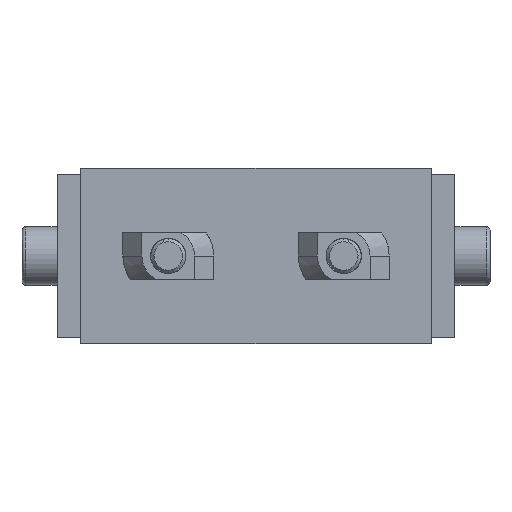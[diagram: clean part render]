
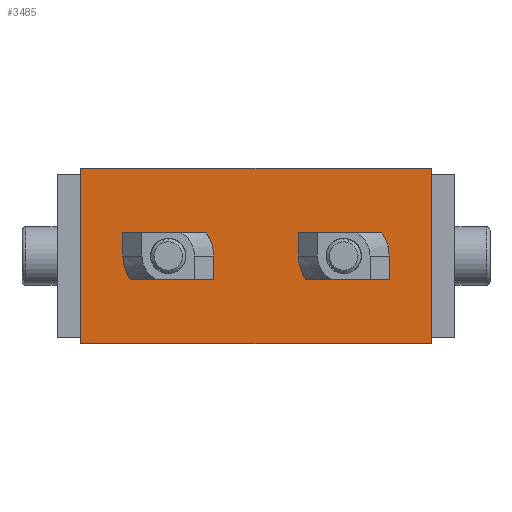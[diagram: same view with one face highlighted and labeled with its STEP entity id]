
A CAD part, front view. The second image highlights one B-rep face of the part: STEP entity #3485.
In plain terms, the highlighted planar face has unit normal (0, -1, 0).
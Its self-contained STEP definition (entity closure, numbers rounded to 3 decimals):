
#27 = CIRCLE ( 'NONE', #5878, 3.075 ) ;
#174 = LINE ( 'NONE', #2032, #1706 ) ;
#181 = CIRCLE ( 'NONE', #3972, 3.075 ) ;
#330 = VERTEX_POINT ( 'NONE', #1525 ) ;
#440 = VERTEX_POINT ( 'NONE', #5417 ) ;
#514 = FACE_BOUND ( 'NONE', #4566, .T. ) ;
#535 = LINE ( 'NONE', #3333, #4854 ) ;
#571 = AXIS2_PLACEMENT_3D ( 'NONE', #1475, #3317, #1009 ) ;
#588 = DIRECTION ( 'NONE',  ( 0., 0., -1. ) ) ;
#592 = EDGE_CURVE ( 'NONE', #1322, #3236, #27, .T. ) ;
#642 = CARTESIAN_POINT ( 'NONE',  ( 0., -7.65, 18.075 ) ) ;
#709 = ORIENTED_EDGE ( 'NONE', *, *, #4491, .T. ) ;
#711 = EDGE_CURVE ( 'NONE', #330, #4227, #5385, .T. ) ;
#738 = DIRECTION ( 'NONE',  ( 0., 0., -1. ) ) ;
#871 = CARTESIAN_POINT ( 'NONE',  ( 0., -7.65, 45. ) ) ;
#1009 = DIRECTION ( 'NONE',  ( 0., 0., 1. ) ) ;
#1322 = VERTEX_POINT ( 'NONE', #4532 ) ;
#1475 = CARTESIAN_POINT ( 'NONE',  ( -15., -7.65, 60. ) ) ;
#1493 = DIRECTION ( 'NONE',  ( 0., -1., 0. ) ) ;
#1525 = CARTESIAN_POINT ( 'NONE',  ( 15., -7.65, 60. ) ) ;
#1554 = DIRECTION ( 'NONE',  ( 0., 0., -1. ) ) ;
#1598 = EDGE_CURVE ( 'NONE', #440, #3266, #5965, .T. ) ;
#1706 = VECTOR ( 'NONE', #5770, 1000. ) ;
#2001 = AXIS2_PLACEMENT_3D ( 'NONE', #4787, #3857, #1554 ) ;
#2032 = CARTESIAN_POINT ( 'NONE',  ( -15., -7.65, 0. ) ) ;
#2194 = EDGE_CURVE ( 'NONE', #2575, #3302, #5097, .T. ) ;
#2199 = DIRECTION ( 'NONE',  ( 0., -1., 0. ) ) ;
#2325 = ORIENTED_EDGE ( 'NONE', *, *, #711, .F. ) ;
#2378 = FACE_OUTER_BOUND ( 'NONE', #5919, .T. ) ;
#2398 = DIRECTION ( 'NONE',  ( 1., 0., 0. ) ) ;
#2450 = AXIS2_PLACEMENT_3D ( 'NONE', #3361, #5243, #588 ) ;
#2531 = ORIENTED_EDGE ( 'NONE', *, *, #1598, .T. ) ;
#2575 = VERTEX_POINT ( 'NONE', #642 ) ;
#2696 = ORIENTED_EDGE ( 'NONE', *, *, #592, .F. ) ;
#2720 = DIRECTION ( 'NONE',  ( 0., 0., -1. ) ) ;
#2749 = ORIENTED_EDGE ( 'NONE', *, *, #5843, .F. ) ;
#3053 = CIRCLE ( 'NONE', #2001, 3.075 ) ;
#3098 = DIRECTION ( 'NONE',  ( 0., 0., -1. ) ) ;
#3236 = VERTEX_POINT ( 'NONE', #4569 ) ;
#3266 = VERTEX_POINT ( 'NONE', #5598 ) ;
#3281 = ORIENTED_EDGE ( 'NONE', *, *, #5661, .F. ) ;
#3302 = VERTEX_POINT ( 'NONE', #3647 ) ;
#3317 = DIRECTION ( 'NONE',  ( 0., 1., 0. ) ) ;
#3333 = CARTESIAN_POINT ( 'NONE',  ( -15., -7.65, 60. ) ) ;
#3360 = VECTOR ( 'NONE', #3098, 1000. ) ;
#3361 = CARTESIAN_POINT ( 'NONE',  ( 0., -7.65, 15. ) ) ;
#3367 = CARTESIAN_POINT ( 'NONE',  ( 15., -7.65, 60. ) ) ;
#3485 = ADVANCED_FACE ( 'NONE', ( #5195, #514, #2378 ), #4230, .F. ) ;
#3647 = CARTESIAN_POINT ( 'NONE',  ( 0., -7.65, 11.925 ) ) ;
#3857 = DIRECTION ( 'NONE',  ( 0., -1., 0. ) ) ;
#3972 = AXIS2_PLACEMENT_3D ( 'NONE', #5246, #1493, #4871 ) ;
#4137 = CARTESIAN_POINT ( 'NONE',  ( 15., -7.65, 0. ) ) ;
#4189 = ORIENTED_EDGE ( 'NONE', *, *, #4469, .F. ) ;
#4227 = VERTEX_POINT ( 'NONE', #4137 ) ;
#4230 = PLANE ( 'NONE',  #571 ) ;
#4469 = EDGE_CURVE ( 'NONE', #3302, #2575, #3053, .T. ) ;
#4491 = EDGE_CURVE ( 'NONE', #3266, #4227, #174, .T. ) ;
#4493 = CARTESIAN_POINT ( 'NONE',  ( -15., -7.65, 60. ) ) ;
#4532 = CARTESIAN_POINT ( 'NONE',  ( 0., -7.65, 48.075 ) ) ;
#4566 = EDGE_LOOP ( 'NONE', ( #4189, #4979 ) ) ;
#4569 = CARTESIAN_POINT ( 'NONE',  ( 0., -7.65, 41.925 ) ) ;
#4787 = CARTESIAN_POINT ( 'NONE',  ( 0., -7.65, 15. ) ) ;
#4792 = EDGE_LOOP ( 'NONE', ( #3281, #2696 ) ) ;
#4846 = VECTOR ( 'NONE', #738, 1000. ) ;
#4854 = VECTOR ( 'NONE', #2398, 1000. ) ;
#4871 = DIRECTION ( 'NONE',  ( 0., 0., -1. ) ) ;
#4979 = ORIENTED_EDGE ( 'NONE', *, *, #2194, .F. ) ;
#5097 = CIRCLE ( 'NONE', #2450, 3.075 ) ;
#5195 = FACE_BOUND ( 'NONE', #4792, .T. ) ;
#5243 = DIRECTION ( 'NONE',  ( 0., -1., 0. ) ) ;
#5246 = CARTESIAN_POINT ( 'NONE',  ( 0., -7.65, 45. ) ) ;
#5385 = LINE ( 'NONE', #3367, #4846 ) ;
#5417 = CARTESIAN_POINT ( 'NONE',  ( -15., -7.65, 60. ) ) ;
#5598 = CARTESIAN_POINT ( 'NONE',  ( -15., -7.65, 0. ) ) ;
#5661 = EDGE_CURVE ( 'NONE', #3236, #1322, #181, .T. ) ;
#5770 = DIRECTION ( 'NONE',  ( 1., 0., 0. ) ) ;
#5843 = EDGE_CURVE ( 'NONE', #440, #330, #535, .T. ) ;
#5878 = AXIS2_PLACEMENT_3D ( 'NONE', #871, #2199, #2720 ) ;
#5919 = EDGE_LOOP ( 'NONE', ( #709, #2325, #2749, #2531 ) ) ;
#5965 = LINE ( 'NONE', #4493, #3360 ) ;
